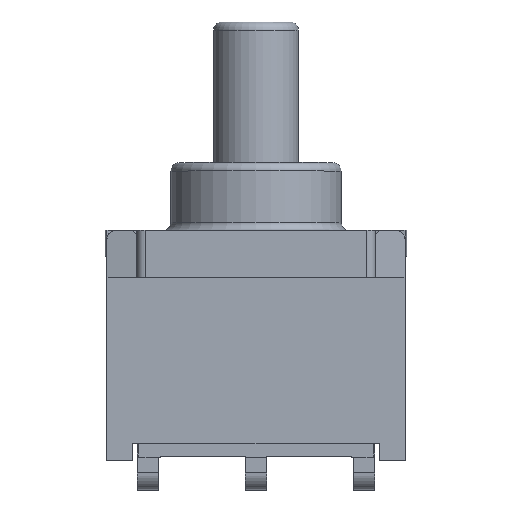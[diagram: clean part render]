
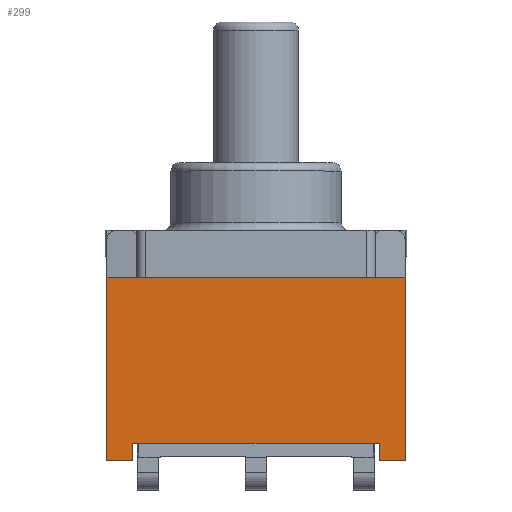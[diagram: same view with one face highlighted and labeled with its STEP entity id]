
A CAD part, top view. The second image highlights one B-rep face of the part: STEP entity #299.
In plain terms, the highlighted planar face has unit normal (0, 0, 1).
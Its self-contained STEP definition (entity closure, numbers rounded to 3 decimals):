
#299 = ADVANCED_FACE( '', ( #645 ), #646, .T. );
#645 = FACE_OUTER_BOUND( '', #1065, .T. );
#646 = PLANE( '', #1066 );
#1065 = EDGE_LOOP( '', ( #1661, #1662, #1663, #1664, #1665, #1666, #1667, #1668, #1669, #1670 ) );
#1066 = AXIS2_PLACEMENT_3D( '', #1671, #1672, #1673 );
#1661 = ORIENTED_EDGE( '', *, *, #2763, .T. );
#1662 = ORIENTED_EDGE( '', *, *, #2764, .T. );
#1663 = ORIENTED_EDGE( '', *, *, #2765, .T. );
#1664 = ORIENTED_EDGE( '', *, *, #2766, .T. );
#1665 = ORIENTED_EDGE( '', *, *, #2767, .T. );
#1666 = ORIENTED_EDGE( '', *, *, #2768, .F. );
#1667 = ORIENTED_EDGE( '', *, *, #2769, .T. );
#1668 = ORIENTED_EDGE( '', *, *, #2643, .T. );
#1669 = ORIENTED_EDGE( '', *, *, #2770, .T. );
#1670 = ORIENTED_EDGE( '', *, *, #2771, .T. );
#1671 = CARTESIAN_POINT( '', ( 0., 0., 2.25 ) );
#1672 = DIRECTION( '', ( 0., 0., 1. ) );
#1673 = DIRECTION( '', ( 1., 0., 0. ) );
#2643 = EDGE_CURVE( '', #3161, #3159, #3162, .T. );
#2763 = EDGE_CURVE( '', #3365, #3366, #3367, .T. );
#2764 = EDGE_CURVE( '', #3366, #3368, #3369, .T. );
#2765 = EDGE_CURVE( '', #3368, #3370, #3371, .T. );
#2766 = EDGE_CURVE( '', #3370, #3372, #3373, .T. );
#2767 = EDGE_CURVE( '', #3372, #3374, #3375, .T. );
#2768 = EDGE_CURVE( '', #3376, #3374, #3377, .T. );
#2769 = EDGE_CURVE( '', #3376, #3161, #3378, .T. );
#2770 = EDGE_CURVE( '', #3159, #3379, #3380, .T. );
#2771 = EDGE_CURVE( '', #3379, #3365, #3381, .T. );
#3159 = VERTEX_POINT( '', #3898 );
#3161 = VERTEX_POINT( '', #3901 );
#3162 = LINE( '', #3902, #3903 );
#3365 = VERTEX_POINT( '', #4193 );
#3366 = VERTEX_POINT( '', #4194 );
#3367 = LINE( '', #4195, #4196 );
#3368 = VERTEX_POINT( '', #4197 );
#3369 = LINE( '', #4198, #4199 );
#3370 = VERTEX_POINT( '', #4200 );
#3371 = LINE( '', #4201, #4202 );
#3372 = VERTEX_POINT( '', #4203 );
#3373 = LINE( '', #4204, #4205 );
#3374 = VERTEX_POINT( '', #4206 );
#3375 = LINE( '', #4207, #4208 );
#3376 = VERTEX_POINT( '', #4209 );
#3377 = LINE( '', #4210, #4211 );
#3378 = LINE( '', #4212, #4213 );
#3379 = VERTEX_POINT( '', #4214 );
#3380 = LINE( '', #4215, #4216 );
#3381 = LINE( '', #4217, #4218 );
#3898 = CARTESIAN_POINT( '', ( 2.9, -5.4, 2.25 ) );
#3901 = CARTESIAN_POINT( '', ( 2.9, -5., 2.25 ) );
#3902 = CARTESIAN_POINT( '', ( 2.9, -5., 2.25 ) );
#3903 = VECTOR( '', #4841, 1000. );
#4193 = CARTESIAN_POINT( '', ( 3.5, -1.1, 2.25 ) );
#4194 = CARTESIAN_POINT( '', ( 2.8, -1.1, 2.25 ) );
#4195 = CARTESIAN_POINT( '', ( 3.5, -1.1, 2.25 ) );
#4196 = VECTOR( '', #4959, 1000. );
#4197 = CARTESIAN_POINT( '', ( -2.8, -1.1, 2.25 ) );
#4198 = CARTESIAN_POINT( '', ( -2.5, -1.1, 2.25 ) );
#4199 = VECTOR( '', #4960, 1000. );
#4200 = CARTESIAN_POINT( '', ( -3.5, -1.1, 2.25 ) );
#4201 = CARTESIAN_POINT( '', ( -2.5, -1.1, 2.25 ) );
#4202 = VECTOR( '', #4961, 1000. );
#4203 = CARTESIAN_POINT( '', ( -3.5, -5.4, 2.25 ) );
#4204 = CARTESIAN_POINT( '', ( -3.5, -1.1, 2.25 ) );
#4205 = VECTOR( '', #4962, 1000. );
#4206 = CARTESIAN_POINT( '', ( -2.9, -5.4, 2.25 ) );
#4207 = CARTESIAN_POINT( '', ( -3.5, -5.4, 2.25 ) );
#4208 = VECTOR( '', #4963, 1000. );
#4209 = CARTESIAN_POINT( '', ( -2.9, -5., 2.25 ) );
#4210 = CARTESIAN_POINT( '', ( -2.9, -5., 2.25 ) );
#4211 = VECTOR( '', #4964, 1000. );
#4212 = CARTESIAN_POINT( '', ( -2.9, -5., 2.25 ) );
#4213 = VECTOR( '', #4965, 1000. );
#4214 = CARTESIAN_POINT( '', ( 3.5, -5.4, 2.25 ) );
#4215 = CARTESIAN_POINT( '', ( -3.5, -5.4, 2.25 ) );
#4216 = VECTOR( '', #4966, 1000. );
#4217 = CARTESIAN_POINT( '', ( 3.5, -5.4, 2.25 ) );
#4218 = VECTOR( '', #4967, 1000. );
#4841 = DIRECTION( '', ( 0., -1., 0. ) );
#4959 = DIRECTION( '', ( -1., 0., 0. ) );
#4960 = DIRECTION( '', ( -1., 0., 0. ) );
#4961 = DIRECTION( '', ( -1., 0., 0. ) );
#4962 = DIRECTION( '', ( 0., -1., 0. ) );
#4963 = DIRECTION( '', ( 1., 0., 0. ) );
#4964 = DIRECTION( '', ( 0., -1., 0. ) );
#4965 = DIRECTION( '', ( 1., 0., 0. ) );
#4966 = DIRECTION( '', ( 1., 0., 0. ) );
#4967 = DIRECTION( '', ( 0., 1., 0. ) );
